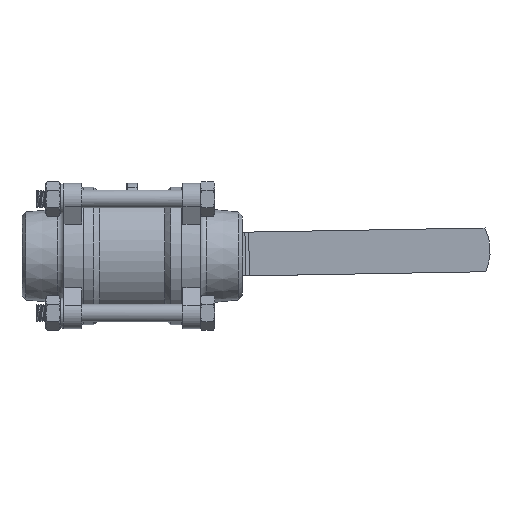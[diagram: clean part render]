
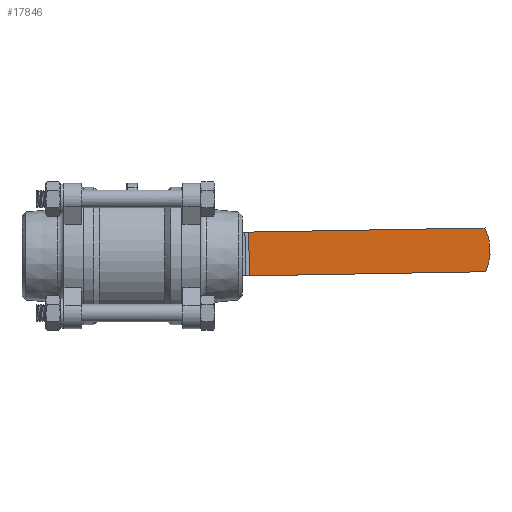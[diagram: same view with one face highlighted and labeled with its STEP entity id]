
A CAD part, front view. The second image highlights one B-rep face of the part: STEP entity #17846.
In plain terms, the highlighted planar face has unit normal (0, -1, 0).
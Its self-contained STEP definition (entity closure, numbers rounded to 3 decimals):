
#583 = EDGE_LOOP ( 'NONE', ( #16313, #30968, #35500, #5892 ) ) ;
#613 = CARTESIAN_POINT ( 'NONE',  ( 31.243, 30., -12.4 ) ) ;
#869 = EDGE_CURVE ( 'NONE', #19168, #20268, #52970, .T. ) ;
#5892 = ORIENTED_EDGE ( 'NONE', *, *, #37344, .T. ) ;
#7429 = EDGE_CURVE ( 'NONE', #19168, #37331, #9908, .T. ) ;
#9908 = LINE ( 'NONE', #613, #48727 ) ;
#10181 = LINE ( 'NONE', #59791, #35998 ) ;
#16313 = ORIENTED_EDGE ( 'NONE', *, *, #35795, .F. ) ;
#16924 = DIRECTION ( 'NONE',  ( 1., 0., 0. ) ) ;
#17846 = ADVANCED_FACE ( 'NONE', ( #32836 ), #60973, .F. ) ;
#17856 = DIRECTION ( 'NONE',  ( 0., 0., 1. ) ) ;
#17971 = DIRECTION ( 'NONE',  ( 0., 1., 0. ) ) ;
#19168 = VERTEX_POINT ( 'NONE', #62660 ) ;
#20268 = VERTEX_POINT ( 'NONE', #36241 ) ;
#22079 = CARTESIAN_POINT ( 'NONE',  ( 30., 30., 12.4 ) ) ;
#25947 = AXIS2_PLACEMENT_3D ( 'NONE', #47096, #17971, #51986 ) ;
#29672 = DIRECTION ( 'NONE',  ( 0., 0., -1. ) ) ;
#30638 = DIRECTION ( 'NONE',  ( 1., 0., 0. ) ) ;
#30968 = ORIENTED_EDGE ( 'NONE', *, *, #869, .F. ) ;
#32836 = FACE_OUTER_BOUND ( 'NONE', #583, .T. ) ;
#35317 = CARTESIAN_POINT ( 'NONE',  ( 31.243, 30., -12.4 ) ) ;
#35500 = ORIENTED_EDGE ( 'NONE', *, *, #7429, .T. ) ;
#35795 = EDGE_CURVE ( 'NONE', #20268, #49984, #36113, .T. ) ;
#35998 = VECTOR ( 'NONE', #30638, 1000. ) ;
#36113 = CIRCLE ( 'NONE', #25947, 30. ) ;
#36241 = CARTESIAN_POINT ( 'NONE',  ( 165.246, 30., 12.4 ) ) ;
#37331 = VERTEX_POINT ( 'NONE', #35317 ) ;
#37344 = EDGE_CURVE ( 'NONE', #37331, #49984, #10181, .T. ) ;
#38483 = VECTOR ( 'NONE', #16924, 1000. ) ;
#46685 = CARTESIAN_POINT ( 'NONE',  ( 30., 30., 12.4 ) ) ;
#46979 = DIRECTION ( 'NONE',  ( 0., 1., 0. ) ) ;
#47096 = CARTESIAN_POINT ( 'NONE',  ( 137.929, 30., 0. ) ) ;
#48727 = VECTOR ( 'NONE', #29672, 1000. ) ;
#49984 = VERTEX_POINT ( 'NONE', #58155 ) ;
#51986 = DIRECTION ( 'NONE',  ( 0., 0., 1. ) ) ;
#52970 = LINE ( 'NONE', #46685, #38483 ) ;
#54987 = AXIS2_PLACEMENT_3D ( 'NONE', #22079, #46979, #17856 ) ;
#58155 = CARTESIAN_POINT ( 'NONE',  ( 165.246, 30., -12.4 ) ) ;
#59791 = CARTESIAN_POINT ( 'NONE',  ( 30., 30., -12.4 ) ) ;
#60973 = PLANE ( 'NONE',  #54987 ) ;
#62660 = CARTESIAN_POINT ( 'NONE',  ( 31.243, 30., 12.4 ) ) ;
